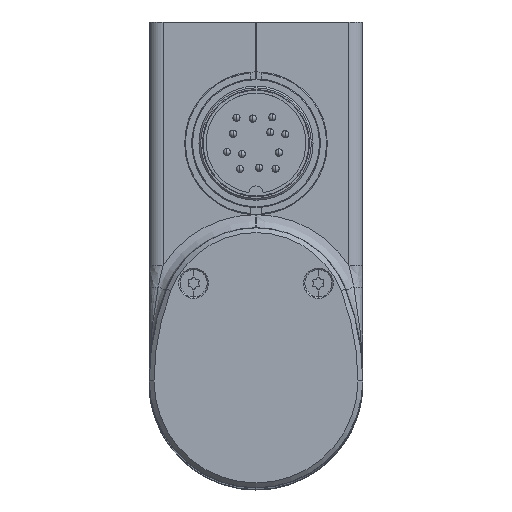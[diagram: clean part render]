
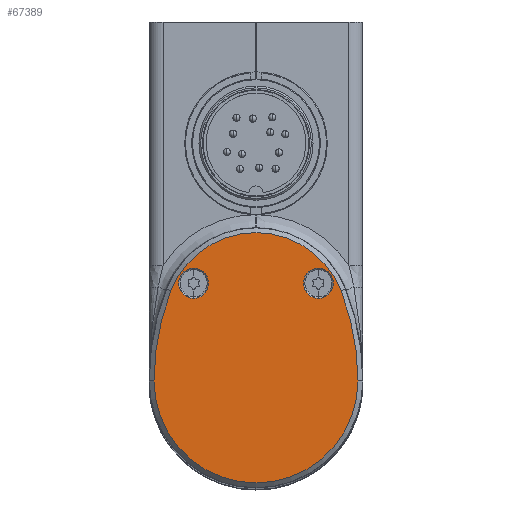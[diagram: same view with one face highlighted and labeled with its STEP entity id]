
A CAD part, top view. The second image highlights one B-rep face of the part: STEP entity #67389.
In plain terms, the highlighted planar face has unit normal (0, 0, 1).
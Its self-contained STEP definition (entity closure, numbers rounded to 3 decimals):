
#65872=CARTESIAN_POINT('',(0.,20.583,0.));
#65873=DIRECTION('',(0.,0.,1.));
#65874=DIRECTION('',(-0.362,-0.932,0.));
#65875=AXIS2_PLACEMENT_3D('',#65872,#65873,#65874);
#65880=CARTESIAN_POINT('',(-8.,0.,0.));
#65881=DIRECTION('',(0.,0.,1.));
#65882=DIRECTION('',(-0.362,0.932,0.));
#65883=AXIS2_PLACEMENT_3D('',#65880,#65881,#65882);
#65888=CARTESIAN_POINT('',(0.,-20.583,0.));
#65889=DIRECTION('',(0.,0.,1.));
#65890=DIRECTION('',(0.,1.,0.));
#65891=AXIS2_PLACEMENT_3D('',#65888,#65889,#65890);
#65896=CARTESIAN_POINT('',(0.,0.,0.));
#65897=DIRECTION('',(0.,0.,1.));
#65898=DIRECTION('',(0.,-1.,0.));
#65899=AXIS2_PLACEMENT_3D('',#65896,#65897,#65898);
#65904=CARTESIAN_POINT('',(-13.7,-8.75,0.));
#65905=DIRECTION('',(0.,0.,-1.));
#65906=DIRECTION('',(1.,0.,0.));
#65907=AXIS2_PLACEMENT_3D('',#65904,#65905,#65906);
#65912=CARTESIAN_POINT('',(-13.7,-8.75,0.));
#65913=DIRECTION('',(0.,0.,-1.));
#65914=DIRECTION('',(-1.,0.,0.));
#65915=AXIS2_PLACEMENT_3D('',#65912,#65913,#65914);
#65920=CARTESIAN_POINT('',(-13.7,8.75,0.));
#65921=DIRECTION('',(0.,0.,1.));
#65922=DIRECTION('',(1.,0.,0.));
#65923=AXIS2_PLACEMENT_3D('',#65920,#65921,#65922);
#65928=CARTESIAN_POINT('',(-13.7,8.75,0.));
#65929=DIRECTION('',(0.,0.,1.));
#65930=DIRECTION('',(-1.,0.,0.));
#65931=AXIS2_PLACEMENT_3D('',#65928,#65929,#65930);
#67198=CARTESIAN_POINT('',(-12.637,-11.931,0.));
#67199=CARTESIAN_POINT('',(0.,-14.3,0.));
#67200=VERTEX_POINT('',#67198);
#67201=VERTEX_POINT('',#67199);
#67202=CARTESIAN_POINT('',(0.,14.3,0.));
#67203=VERTEX_POINT('',#67202);
#67204=CARTESIAN_POINT('',(-12.637,11.931,0.));
#67205=VERTEX_POINT('',#67204);
#67322=CARTESIAN_POINT('',(-11.6,-8.75,0.));
#67323=CARTESIAN_POINT('',(-15.8,-8.75,0.));
#67324=VERTEX_POINT('',#67322);
#67325=VERTEX_POINT('',#67323);
#67326=CARTESIAN_POINT('',(-11.6,8.75,0.));
#67327=CARTESIAN_POINT('',(-15.8,8.75,0.));
#67328=VERTEX_POINT('',#67326);
#67329=VERTEX_POINT('',#67327);
#67362=CARTESIAN_POINT('',(0.,0.,0.));
#67363=DIRECTION('',(0.,0.,1.));
#67364=DIRECTION('',(1.,0.,0.));
#67365=AXIS2_PLACEMENT_3D('',#67362,#67363,#67364);
#67366=PLANE('',#67365);
#67368=ORIENTED_EDGE('',*,*,#67367,.F.);
#67370=ORIENTED_EDGE('',*,*,#67369,.F.);
#67372=ORIENTED_EDGE('',*,*,#67371,.F.);
#67374=ORIENTED_EDGE('',*,*,#67373,.F.);
#67375=EDGE_LOOP('',(#67368,#67370,#67372,#67374));
#67376=FACE_OUTER_BOUND('',#67375,.F.);
#67378=ORIENTED_EDGE('',*,*,#67377,.F.);
#67380=ORIENTED_EDGE('',*,*,#67379,.F.);
#67381=EDGE_LOOP('',(#67378,#67380));
#67382=FACE_BOUND('',#67381,.F.);
#67384=ORIENTED_EDGE('',*,*,#67383,.T.);
#67386=ORIENTED_EDGE('',*,*,#67385,.T.);
#67387=EDGE_LOOP('',(#67384,#67386));
#67388=FACE_BOUND('',#67387,.F.);
#67389=ADVANCED_FACE('',(#67376,#67382,#67388),#67366,.T.);
#65876=CIRCLE('',#65875,34.883);
#65884=CIRCLE('',#65883,12.8);
#65892=CIRCLE('',#65891,34.883);
#65900=CIRCLE('',#65899,14.3);
#65908=CIRCLE('',#65907,2.1);
#65916=CIRCLE('',#65915,2.1);
#65924=CIRCLE('',#65923,2.1);
#65932=CIRCLE('',#65931,2.1);
#67367=EDGE_CURVE('',#67200,#67201,#65876,.T.);
#67369=EDGE_CURVE('',#67205,#67200,#65884,.T.);
#67371=EDGE_CURVE('',#67203,#67205,#65892,.T.);
#67373=EDGE_CURVE('',#67201,#67203,#65900,.T.);
#67377=EDGE_CURVE('',#67324,#67325,#65908,.T.);
#67379=EDGE_CURVE('',#67325,#67324,#65916,.T.);
#67383=EDGE_CURVE('',#67328,#67329,#65924,.T.);
#67385=EDGE_CURVE('',#67329,#67328,#65932,.T.);
